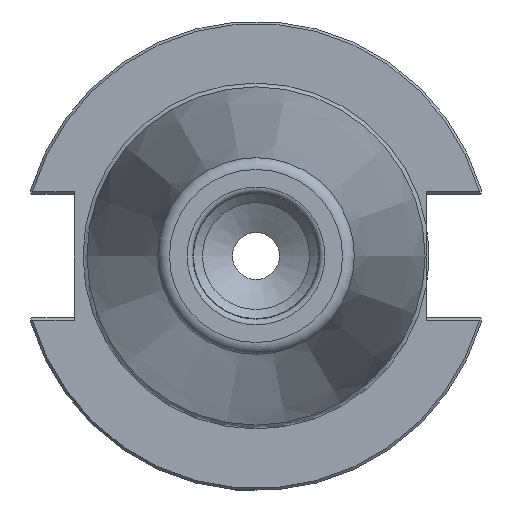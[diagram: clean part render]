
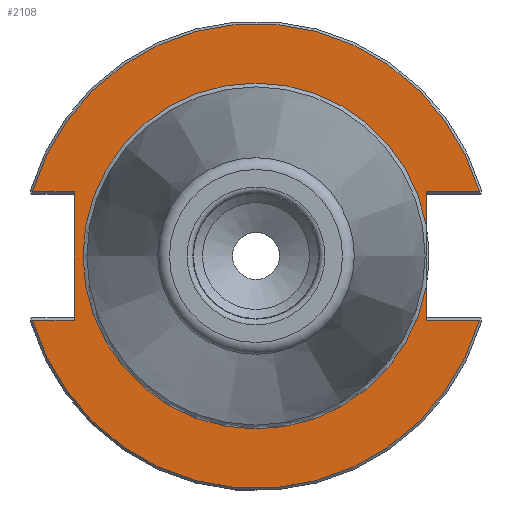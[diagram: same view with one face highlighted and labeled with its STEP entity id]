
A CAD part, left-side view. The second image highlights one B-rep face of the part: STEP entity #2108.
In plain terms, the highlighted planar face has unit normal (-1, 0, 0).
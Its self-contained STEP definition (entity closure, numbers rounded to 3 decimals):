
#125=PLANE('',#2293);
#196=LINE('',#3403,#307);
#199=LINE('',#3462,#310);
#200=LINE('',#3468,#311);
#201=LINE('',#3470,#312);
#202=LINE('',#3474,#313);
#203=LINE('',#3476,#314);
#204=LINE('',#3477,#315);
#307=VECTOR('',#2673,10.);
#310=VECTOR('',#2692,10.);
#311=VECTOR('',#2697,10.);
#312=VECTOR('',#2698,10.);
#313=VECTOR('',#2701,10.);
#314=VECTOR('',#2702,10.);
#315=VECTOR('',#2703,10.);
#440=FACE_OUTER_BOUND('',#558,.T.);
#558=EDGE_LOOP('',(#1565,#1566,#1567,#1568,#1569,#1570,#1571,#1572,#1573,
#1574,#1575));
#701=CIRCLE('',#2291,48.25);
#703=CIRCLE('',#2294,35.9);
#704=CIRCLE('',#2295,35.9);
#705=CIRCLE('',#2296,48.25);
#894=VERTEX_POINT('',#3400);
#895=VERTEX_POINT('',#3402);
#903=VERTEX_POINT('',#3449);
#906=VERTEX_POINT('',#3461);
#907=VERTEX_POINT('',#3463);
#908=VERTEX_POINT('',#3465);
#909=VERTEX_POINT('',#3467);
#910=VERTEX_POINT('',#3469);
#911=VERTEX_POINT('',#3471);
#912=VERTEX_POINT('',#3473);
#913=VERTEX_POINT('',#3475);
#1149=EDGE_CURVE('',#894,#895,#196,.T.);
#1161=EDGE_CURVE('',#895,#903,#701,.T.);
#1165=EDGE_CURVE('',#894,#906,#199,.T.);
#1166=EDGE_CURVE('',#906,#907,#703,.T.);
#1167=EDGE_CURVE('',#907,#908,#704,.T.);
#1168=EDGE_CURVE('',#908,#909,#200,.T.);
#1169=EDGE_CURVE('',#910,#909,#201,.T.);
#1170=EDGE_CURVE('',#911,#910,#705,.T.);
#1171=EDGE_CURVE('',#912,#911,#202,.T.);
#1172=EDGE_CURVE('',#912,#913,#203,.T.);
#1173=EDGE_CURVE('',#903,#913,#204,.T.);
#1565=ORIENTED_EDGE('',*,*,#1149,.F.);
#1566=ORIENTED_EDGE('',*,*,#1165,.T.);
#1567=ORIENTED_EDGE('',*,*,#1166,.T.);
#1568=ORIENTED_EDGE('',*,*,#1167,.T.);
#1569=ORIENTED_EDGE('',*,*,#1168,.T.);
#1570=ORIENTED_EDGE('',*,*,#1169,.F.);
#1571=ORIENTED_EDGE('',*,*,#1170,.F.);
#1572=ORIENTED_EDGE('',*,*,#1171,.F.);
#1573=ORIENTED_EDGE('',*,*,#1172,.T.);
#1574=ORIENTED_EDGE('',*,*,#1173,.F.);
#1575=ORIENTED_EDGE('',*,*,#1161,.F.);
#2108=ADVANCED_FACE('',(#440),#125,.T.);
#2291=AXIS2_PLACEMENT_3D('',#3450,#2686,#2687);
#2293=AXIS2_PLACEMENT_3D('',#3460,#2690,#2691);
#2294=AXIS2_PLACEMENT_3D('',#3464,#2693,#2694);
#2295=AXIS2_PLACEMENT_3D('',#3466,#2695,#2696);
#2296=AXIS2_PLACEMENT_3D('',#3472,#2699,#2700);
#2673=DIRECTION('',(0.,-1.,0.));
#2686=DIRECTION('center_axis',(1.,0.,0.));
#2687=DIRECTION('ref_axis',(0.,0.,-1.));
#2690=DIRECTION('center_axis',(-1.,0.,0.));
#2691=DIRECTION('ref_axis',(0.,0.,1.));
#2692=DIRECTION('',(0.,0.,1.));
#2693=DIRECTION('center_axis',(1.,0.,0.));
#2694=DIRECTION('ref_axis',(0.,0.,-1.));
#2695=DIRECTION('center_axis',(1.,0.,0.));
#2696=DIRECTION('ref_axis',(0.,0.,-1.));
#2697=DIRECTION('',(0.,0.,1.));
#2698=DIRECTION('',(0.,1.,0.));
#2699=DIRECTION('center_axis',(1.,0.,0.));
#2700=DIRECTION('ref_axis',(0.,0.,-1.));
#2701=DIRECTION('',(0.,1.,0.));
#2702=DIRECTION('',(0.,0.,-1.));
#2703=DIRECTION('',(0.,-1.,0.));
#3400=CARTESIAN_POINT('',(3.175,-35.3,-13.325));
#3402=CARTESIAN_POINT('',(3.175,-46.373,-13.325));
#3403=CARTESIAN_POINT('',(3.175,-13.707,-13.325));
#3449=CARTESIAN_POINT('',(3.175,46.373,-13.325));
#3450=CARTESIAN_POINT('Origin',(3.175,0.,
0.));
#3460=CARTESIAN_POINT('Origin',(3.175,48.25,0.));
#3461=CARTESIAN_POINT('',(3.175,-35.3,-6.536));
#3462=CARTESIAN_POINT('',(3.175,-35.3,-6.413));
#3463=CARTESIAN_POINT('',(3.175,0.,35.9));
#3464=CARTESIAN_POINT('Origin',(3.175,0.,
0.));
#3465=CARTESIAN_POINT('',(3.175,-35.3,6.536));
#3466=CARTESIAN_POINT('Origin',(3.175,0.,
0.));
#3467=CARTESIAN_POINT('',(3.175,-35.3,13.325));
#3468=CARTESIAN_POINT('',(3.175,-35.3,-6.413));
#3469=CARTESIAN_POINT('',(3.175,-46.373,13.325));
#3470=CARTESIAN_POINT('',(3.175,6.475,13.325));
#3471=CARTESIAN_POINT('',(3.175,46.373,13.325));
#3472=CARTESIAN_POINT('Origin',(3.175,0.,
0.));
#3473=CARTESIAN_POINT('',(3.175,37.7,13.325));
#3474=CARTESIAN_POINT('',(3.175,61.395,13.325));
#3475=CARTESIAN_POINT('',(3.175,37.7,-13.325));
#3476=CARTESIAN_POINT('',(3.175,37.7,6.413));
#3477=CARTESIAN_POINT('',(3.175,42.975,-13.325));
